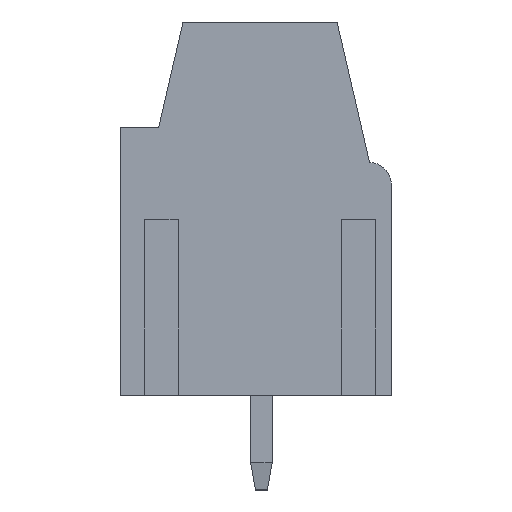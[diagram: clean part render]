
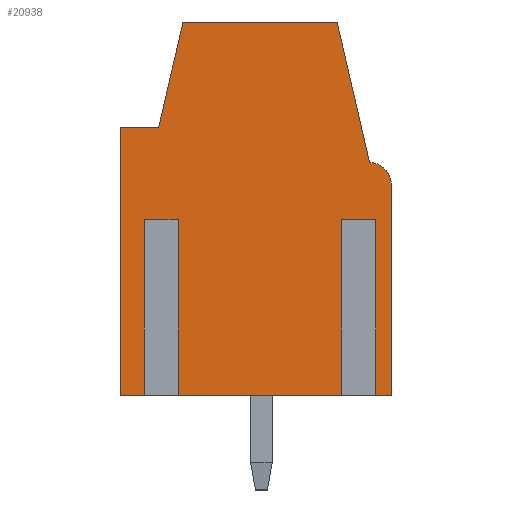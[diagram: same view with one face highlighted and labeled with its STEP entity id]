
A CAD part, left-side view. The second image highlights one B-rep face of the part: STEP entity #20938.
In plain terms, the highlighted planar face has unit normal (-1, 0, 0).
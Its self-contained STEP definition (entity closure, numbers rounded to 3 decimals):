
#20854=AXIS2_PLACEMENT_3D('Plane Axis2P3D',#20851,#20852,#20853) ;
#20884=AXIS2_PLACEMENT_3D('Circle Axis2P3D',#20882,#20883,$) ;
#19663=CARTESIAN_POINT('Vertex',(0.55,10.,13.4)) ;
#19747=CARTESIAN_POINT('Vertex',(0.55,10.,3.5)) ;
#19750=CARTESIAN_POINT('Line Origine',(0.55,10.,8.45)) ;
#19807=CARTESIAN_POINT('Vertex',(0.55,7.7,17.3)) ;
#19856=CARTESIAN_POINT('Vertex',(0.55,8.6,13.4)) ;
#19859=CARTESIAN_POINT('Line Origine',(0.55,8.15,15.35)) ;
#19928=CARTESIAN_POINT('Line Origine',(0.55,9.3,13.4)) ;
#20278=CARTESIAN_POINT('Vertex',(0.55,0.,3.5)) ;
#20281=CARTESIAN_POINT('Line Origine',(0.55,0.447,3.5)) ;
#20285=CARTESIAN_POINT('Vertex',(0.55,0.894,3.5)) ;
#20306=CARTESIAN_POINT('Vertex',(0.55,1.506,3.5)) ;
#20309=CARTESIAN_POINT('Line Origine',(0.55,4.85,3.5)) ;
#20313=CARTESIAN_POINT('Vertex',(0.55,8.194,3.5)) ;
#20334=CARTESIAN_POINT('Vertex',(0.55,8.806,3.5)) ;
#20337=CARTESIAN_POINT('Line Origine',(0.55,9.403,3.5)) ;
#20851=CARTESIAN_POINT('Axis2P3D Location',(0.55,10.,0.)) ;
#20856=CARTESIAN_POINT('Line Origine',(0.55,1.506,6.75)) ;
#20860=CARTESIAN_POINT('Vertex',(0.55,1.506,10.)) ;
#20863=CARTESIAN_POINT('Line Origine',(0.55,1.2,10.)) ;
#20867=CARTESIAN_POINT('Vertex',(0.55,0.894,10.)) ;
#20870=CARTESIAN_POINT('Line Origine',(0.55,0.894,6.75)) ;
#20875=CARTESIAN_POINT('Line Origine',(0.55,0.,7.4)) ;
#20879=CARTESIAN_POINT('Vertex',(0.55,0.,11.3)) ;
#20882=CARTESIAN_POINT('Axis2P3D Location',(0.55,0.8,11.3)) ;
#20886=CARTESIAN_POINT('Vertex',(0.55,0.8,12.1)) ;
#20889=CARTESIAN_POINT('Line Origine',(0.55,1.4,14.7)) ;
#20893=CARTESIAN_POINT('Vertex',(0.55,2.001,17.3)) ;
#20896=CARTESIAN_POINT('Line Origine',(0.55,4.85,17.3)) ;
#20901=CARTESIAN_POINT('Line Origine',(0.55,8.806,6.75)) ;
#20905=CARTESIAN_POINT('Vertex',(0.55,8.806,10.)) ;
#20908=CARTESIAN_POINT('Line Origine',(0.55,8.5,10.)) ;
#20912=CARTESIAN_POINT('Vertex',(0.55,8.194,10.)) ;
#20915=CARTESIAN_POINT('Line Origine',(0.55,8.194,6.75)) ;
#19751=DIRECTION('Vector Direction',(0.,0.,1.)) ;
#19860=DIRECTION('Vector Direction',(0.,-0.225,0.974)) ;
#19929=DIRECTION('Vector Direction',(0.,-1.,0.)) ;
#20282=DIRECTION('Vector Direction',(0.,1.,0.)) ;
#20310=DIRECTION('Vector Direction',(0.,1.,0.)) ;
#20338=DIRECTION('Vector Direction',(0.,1.,0.)) ;
#20852=DIRECTION('Axis2P3D Direction',(1.,0.,0.)) ;
#20853=DIRECTION('Axis2P3D XDirection',(0.,0.,-1.)) ;
#20857=DIRECTION('Vector Direction',(0.,0.,1.)) ;
#20864=DIRECTION('Vector Direction',(0.,1.,0.)) ;
#20871=DIRECTION('Vector Direction',(0.,0.,1.)) ;
#20876=DIRECTION('Vector Direction',(0.,0.,-1.)) ;
#20883=DIRECTION('Axis2P3D Direction',(1.,0.,0.)) ;
#20890=DIRECTION('Vector Direction',(0.,-0.225,-0.974)) ;
#20897=DIRECTION('Vector Direction',(0.,-1.,0.)) ;
#20902=DIRECTION('Vector Direction',(0.,0.,1.)) ;
#20909=DIRECTION('Vector Direction',(0.,1.,0.)) ;
#20916=DIRECTION('Vector Direction',(0.,0.,1.)) ;
#19752=VECTOR('Line Direction',#19751,1.) ;
#19861=VECTOR('Line Direction',#19860,1.) ;
#19930=VECTOR('Line Direction',#19929,1.) ;
#20283=VECTOR('Line Direction',#20282,1.) ;
#20311=VECTOR('Line Direction',#20310,1.) ;
#20339=VECTOR('Line Direction',#20338,1.) ;
#20858=VECTOR('Line Direction',#20857,1.) ;
#20865=VECTOR('Line Direction',#20864,1.) ;
#20872=VECTOR('Line Direction',#20871,1.) ;
#20877=VECTOR('Line Direction',#20876,1.) ;
#20891=VECTOR('Line Direction',#20890,1.) ;
#20898=VECTOR('Line Direction',#20897,1.) ;
#20903=VECTOR('Line Direction',#20902,1.) ;
#20910=VECTOR('Line Direction',#20909,1.) ;
#20917=VECTOR('Line Direction',#20916,1.) ;
#20921=ORIENTED_EDGE('',*,*,#20862,.T.) ;
#20922=ORIENTED_EDGE('',*,*,#20869,.F.) ;
#20923=ORIENTED_EDGE('',*,*,#20874,.F.) ;
#20924=ORIENTED_EDGE('',*,*,#20287,.F.) ;
#20925=ORIENTED_EDGE('',*,*,#20881,.F.) ;
#20926=ORIENTED_EDGE('',*,*,#20888,.F.) ;
#20927=ORIENTED_EDGE('',*,*,#20895,.F.) ;
#20928=ORIENTED_EDGE('',*,*,#20900,.F.) ;
#20929=ORIENTED_EDGE('',*,*,#19863,.F.) ;
#20930=ORIENTED_EDGE('',*,*,#19932,.F.) ;
#20931=ORIENTED_EDGE('',*,*,#19754,.F.) ;
#20932=ORIENTED_EDGE('',*,*,#20341,.F.) ;
#20933=ORIENTED_EDGE('',*,*,#20907,.T.) ;
#20934=ORIENTED_EDGE('',*,*,#20914,.F.) ;
#20935=ORIENTED_EDGE('',*,*,#20919,.F.) ;
#20936=ORIENTED_EDGE('',*,*,#20315,.F.) ;
#20938=ADVANCED_FACE('HOUSING',(#20937),#20855,.F.) ;
#20885=CIRCLE('generated circle',#20884,0.8) ;
#19754=EDGE_CURVE('',#19748,#19664,#19753,.T.) ;
#19863=EDGE_CURVE('',#19857,#19808,#19862,.T.) ;
#19932=EDGE_CURVE('',#19664,#19857,#19931,.T.) ;
#20287=EDGE_CURVE('',#20279,#20286,#20284,.T.) ;
#20315=EDGE_CURVE('',#20307,#20314,#20312,.T.) ;
#20341=EDGE_CURVE('',#20335,#19748,#20340,.T.) ;
#20862=EDGE_CURVE('',#20307,#20861,#20859,.T.) ;
#20869=EDGE_CURVE('',#20868,#20861,#20866,.T.) ;
#20874=EDGE_CURVE('',#20286,#20868,#20873,.T.) ;
#20881=EDGE_CURVE('',#20880,#20279,#20878,.T.) ;
#20888=EDGE_CURVE('',#20887,#20880,#20885,.T.) ;
#20895=EDGE_CURVE('',#20894,#20887,#20892,.T.) ;
#20900=EDGE_CURVE('',#19808,#20894,#20899,.T.) ;
#20907=EDGE_CURVE('',#20335,#20906,#20904,.T.) ;
#20914=EDGE_CURVE('',#20913,#20906,#20911,.T.) ;
#20919=EDGE_CURVE('',#20314,#20913,#20918,.T.) ;
#20920=EDGE_LOOP('',(#20921,#20922,#20923,#20924,#20925,#20926,#20927,#20928,#20929,#20930,#20931,#20932,#20933,#20934,#20935,#20936)) ;
#20937=FACE_OUTER_BOUND('',#20920,.T.) ;
#19753=LINE('Line',#19750,#19752) ;
#19862=LINE('Line',#19859,#19861) ;
#19931=LINE('Line',#19928,#19930) ;
#20284=LINE('Line',#20281,#20283) ;
#20312=LINE('Line',#20309,#20311) ;
#20340=LINE('Line',#20337,#20339) ;
#20859=LINE('Line',#20856,#20858) ;
#20866=LINE('Line',#20863,#20865) ;
#20873=LINE('Line',#20870,#20872) ;
#20878=LINE('Line',#20875,#20877) ;
#20892=LINE('Line',#20889,#20891) ;
#20899=LINE('Line',#20896,#20898) ;
#20904=LINE('Line',#20901,#20903) ;
#20911=LINE('Line',#20908,#20910) ;
#20918=LINE('Line',#20915,#20917) ;
#20855=PLANE('',#20854) ;
#19664=VERTEX_POINT('',#19663) ;
#19748=VERTEX_POINT('',#19747) ;
#19808=VERTEX_POINT('',#19807) ;
#19857=VERTEX_POINT('',#19856) ;
#20279=VERTEX_POINT('',#20278) ;
#20286=VERTEX_POINT('',#20285) ;
#20307=VERTEX_POINT('',#20306) ;
#20314=VERTEX_POINT('',#20313) ;
#20335=VERTEX_POINT('',#20334) ;
#20861=VERTEX_POINT('',#20860) ;
#20868=VERTEX_POINT('',#20867) ;
#20880=VERTEX_POINT('',#20879) ;
#20887=VERTEX_POINT('',#20886) ;
#20894=VERTEX_POINT('',#20893) ;
#20906=VERTEX_POINT('',#20905) ;
#20913=VERTEX_POINT('',#20912) ;
